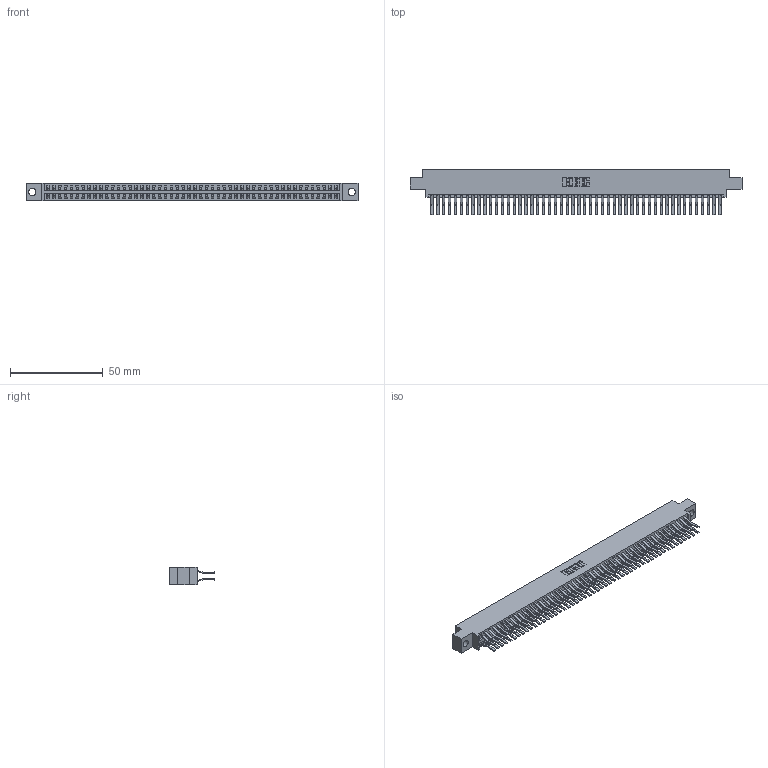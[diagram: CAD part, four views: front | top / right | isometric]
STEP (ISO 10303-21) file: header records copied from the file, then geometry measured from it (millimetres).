
FILE_DESCRIPTION (( 'STEP AP203' ), '1' );
FILE_NAME ('396-100-560-804.STEP', '2019-11-02T17:41:55', ( '' ), ( '' ), 'SwSTEP 2.0', 'SolidWorks 2016', '' );
FILE_SCHEMA (( 'CONFIG_CONTROL_DESIGN' ));
Length unit declared in the file: inch
Products named in the file (3): 346 Part_0.170 Offset - 0.156 Dia-TH; 345-292-001_560 Tail; 396-100-560-804
Assembly tree (101 placements, depth 2):
  396-100-560-804
    346 Part_0.170 Offset - 0.156 Dia-TH
    345-292-001_560 Tail  x100
Bounding box: 179.32 x 24.78 x 9.4 mm (x, y, z)
Volume: 17961.4 mm3; surface area: 26556.7 mm2
Topology: 101 solids, 101 shells, 5526 faces, 16441 edges, 10826 vertices
Faces by surface type: plane 3580, cylinder 1946
Entity records: 31777 total; most frequent: CARTESIAN_POINT 5228, ORIENTED_EDGE 5162, DIRECTION 4661, EDGE_CURVE 2581, LINE 2245, VECTOR 2245, VERTEX_POINT 1718, AXIS2_PLACEMENT_3D 1208
